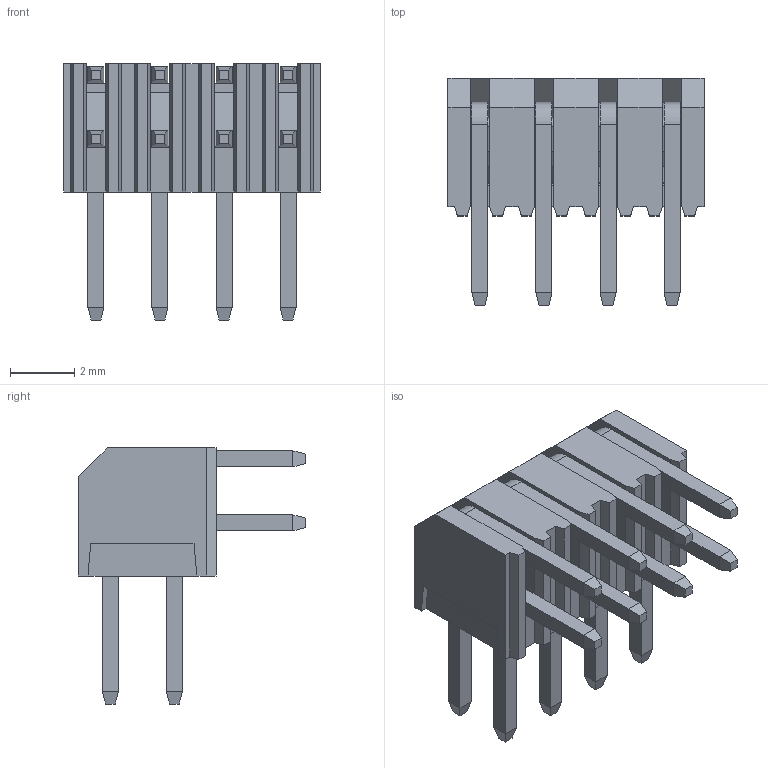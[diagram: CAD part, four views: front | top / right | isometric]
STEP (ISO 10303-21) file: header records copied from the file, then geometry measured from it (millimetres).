
FILE_DESCRIPTION(/* description */ (''),/* implementation_level */ '2;1');
FILE_NAME(/* name */ '317-08-21-xx.stp',/* time_stamp */ '2025-09-08T15:02:15+02:00',/* author */ ('Andreas.Larin'),/* organization */ (''),/* preprocessor_version */ 'ST-DEVELOPER v20',/* originating_system */ 'Autodesk Inventor 2025',/* authorisation */ '');
FILE_SCHEMA (('AUTOMOTIVE_DESIGN { 1 0 10303 214 3 1 1 }'));
Length unit declared in the file: millimetre
Products named in the file (1): 317-08-21-xx
Bounding box: 8 x 7.1 x 8 mm (x, y, z)
Volume: 126.3 mm3; surface area: 405.9 mm2
Topology: 1 solids, 1 shells, 326 faces, 827 edges, 514 vertices
Faces by surface type: plane 278, cylinder 48
Entity records: 9975 total; most frequent: CARTESIAN_POINT 1916, ORIENTED_EDGE 1654, DIRECTION 1553, EDGE_CURVE 827, LINE 707, VECTOR 707, VERTEX_POINT 514, AXIS2_PLACEMENT_3D 423
